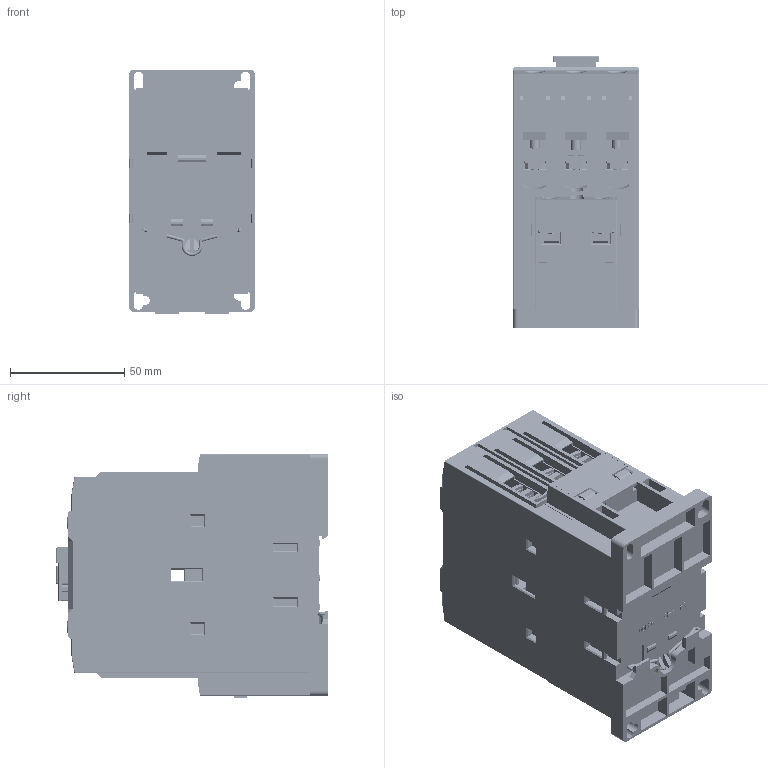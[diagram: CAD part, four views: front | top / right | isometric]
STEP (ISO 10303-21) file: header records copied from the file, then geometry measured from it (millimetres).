
FILE_DESCRIPTION((''),'2;1');
FILE_NAME('MC65AF_AC_LUG_SW0002','2021-07-20T',('sjmoon'),(''),'CREO PARAMETRIC BY PTC INC, 2015380','CREO PARAMETRIC BY PTC INC, 2015380','');
FILE_SCHEMA(('CONFIG_CONTROL_DESIGN'));
Products named in the file (1): MC65AF_AC_LUG_SW0002
Bounding box: 55 x 119 x 107 mm (x, y, z)
Volume: 159208.1 mm3; surface area: 194922.9 mm2
Topology: 56 solids, 56 shells, 7510 faces, 20743 edges, 13230 vertices
Faces by surface type: plane 5137, cylinder 1512, bspline 421, cone 182, torus 168, sphere 90
Entity records: 305048 total; most frequent: CARTESIAN_POINT 117707, ORIENTED_EDGE 41342, DIRECTION 35264, EDGE_CURVE 20671, VECTOR 15450, LINE 15450, VERTEX_POINT 13234, AXIS2_PLACEMENT_3D 9907
